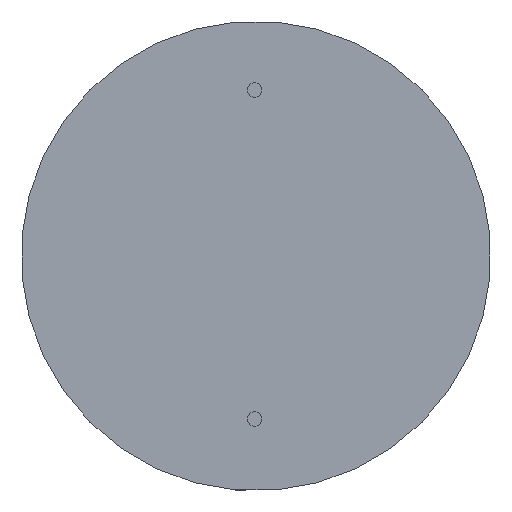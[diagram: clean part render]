
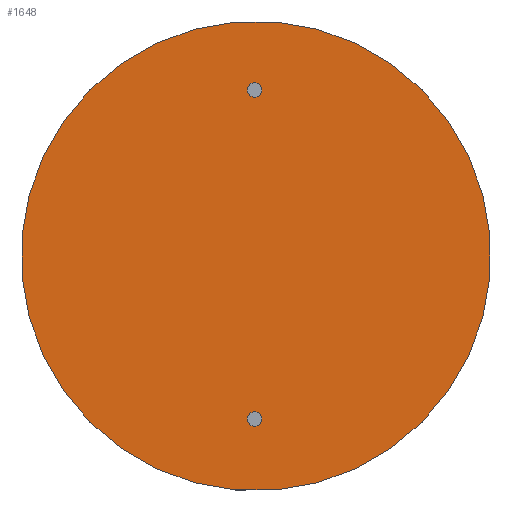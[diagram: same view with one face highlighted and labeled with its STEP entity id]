
A CAD part, front view. The second image highlights one B-rep face of the part: STEP entity #1648.
In plain terms, the highlighted planar face has unit normal (0, -1, 0).
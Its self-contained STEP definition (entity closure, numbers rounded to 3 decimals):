
#107=PLANE('',#1871);
#198=FACE_OUTER_BOUND('',#289,.T.);
#289=EDGE_LOOP('',(#1518));
#666=CIRCLE('',#1870,7.25);
#820=VERTEX_POINT('',#2920);
#1053=EDGE_CURVE('',#820,#820,#666,.T.);
#1518=ORIENTED_EDGE('',*,*,#1053,.T.);
#1648=ADVANCED_FACE('',(#198),#107,.T.);
#1870=AXIS2_PLACEMENT_3D('',#2922,#2379,#2380);
#1871=AXIS2_PLACEMENT_3D('',#2923,#2381,#2382);
#2379=DIRECTION('center_axis',(0.,-1.,0.));
#2380=DIRECTION('ref_axis',(0.996,0.,0.087));
#2381=DIRECTION('center_axis',(0.,-1.,0.));
#2382=DIRECTION('ref_axis',(-0.996,0.,-0.087));
#2920=CARTESIAN_POINT('',(-7.179,-3.,-0.299));
#2922=CARTESIAN_POINT('Origin',(0.043,-3.,0.333));
#2923=CARTESIAN_POINT('Origin',(0.043,-3.,0.333));
